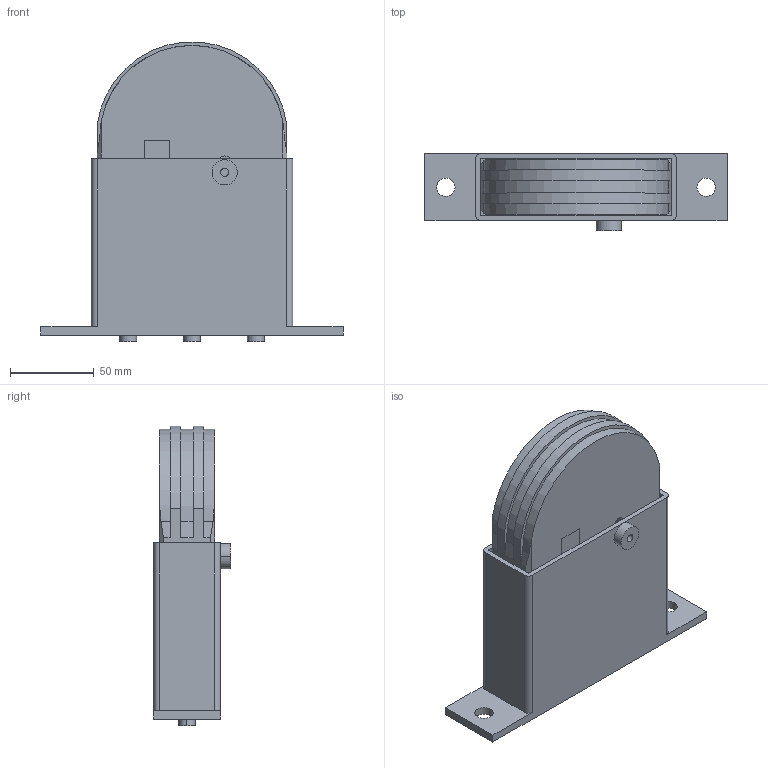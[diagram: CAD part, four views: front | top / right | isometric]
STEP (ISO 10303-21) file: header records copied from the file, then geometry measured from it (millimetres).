
FILE_DESCRIPTION(('STEP AP214'),'1');
FILE_NAME('cctmp_50CAA65A-D26D-4D70-AAA2-A79EFD050AF6_2023_6_22_15_22_47_741..stp','2023-06-22T13:22:47',('Murtfeldt Kunststoffe GmbH & Co.KG'),('CADClick - www.CADClick.com'),'Spatial InterOp 3D',' ','unknown authorization');
FILE_SCHEMA(('AUTOMOTIVE_DESIGN'));
Length unit declared in the file: millimetre
Products named in the file (1): 1
Bounding box: 180 x 46 x 178.5 mm (x, y, z)
Volume: 642339.8 mm3; surface area: 138286.8 mm2
Topology: 5 solids, 5 shells, 106 faces, 260 edges, 171 vertices
Faces by surface type: plane 71, cylinder 31, cone 4
Entity records: 4034 total; most frequent: DIRECTION 548, CARTESIAN_POINT 540, ORIENTED_EDGE 516, EDGE_CURVE 258, LINE 190, VECTOR 190, AXIS2_PLACEMENT_3D 179, VERTEX_POINT 171
